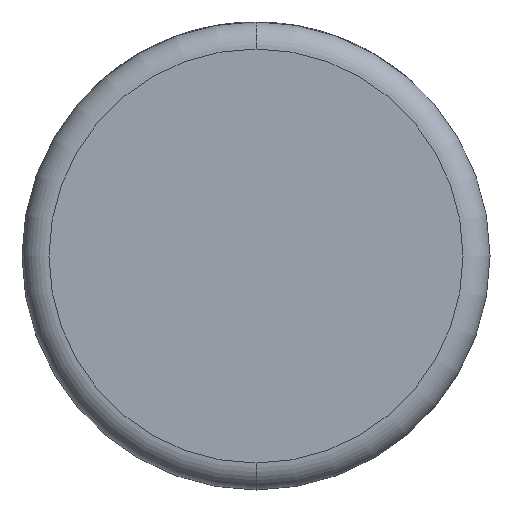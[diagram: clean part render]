
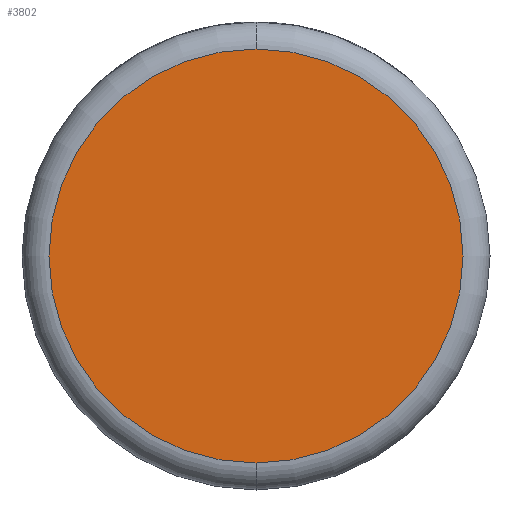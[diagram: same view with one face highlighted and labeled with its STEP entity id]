
A CAD part, front view. The second image highlights one B-rep face of the part: STEP entity #3802.
In plain terms, the highlighted planar face has unit normal (0, -1, 0).
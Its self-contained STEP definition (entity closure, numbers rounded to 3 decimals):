
#33 = DIRECTION ( 'NONE',  ( 0., 0., 1. ) ) ;
#130 = CARTESIAN_POINT ( 'NONE',  ( 0., 0., -11.502 ) ) ;
#289 = CARTESIAN_POINT ( 'NONE',  ( 0., 0., 0. ) ) ;
#469 = CARTESIAN_POINT ( 'NONE',  ( 0., 0., 0. ) ) ;
#695 = CARTESIAN_POINT ( 'NONE',  ( 0., 0., 11.502 ) ) ;
#707 = CIRCLE ( 'NONE', #3965, 11.502 ) ;
#775 = VERTEX_POINT ( 'NONE', #695 ) ;
#1095 = ORIENTED_EDGE ( 'NONE', *, *, #3047, .T. ) ;
#1320 = EDGE_CURVE ( 'NONE', #775, #3466, #707, .T. ) ;
#1576 = AXIS2_PLACEMENT_3D ( 'NONE', #2269, #4468, #33 ) ;
#1819 = DIRECTION ( 'NONE',  ( 0., 0., 1. ) ) ;
#1959 = ORIENTED_EDGE ( 'NONE', *, *, #1320, .T. ) ;
#2269 = CARTESIAN_POINT ( 'NONE',  ( 0., 0., 0. ) ) ;
#2470 = DIRECTION ( 'NONE',  ( 0., 0., 1. ) ) ;
#2626 = CIRCLE ( 'NONE', #1576, 11.502 ) ;
#2693 = PLANE ( 'NONE',  #3696 ) ;
#3047 = EDGE_CURVE ( 'NONE', #3466, #775, #2626, .T. ) ;
#3064 = DIRECTION ( 'NONE',  ( 0., 1., 0. ) ) ;
#3306 = FACE_OUTER_BOUND ( 'NONE', #3574, .T. ) ;
#3466 = VERTEX_POINT ( 'NONE', #130 ) ;
#3574 = EDGE_LOOP ( 'NONE', ( #1959, #1095 ) ) ;
#3696 = AXIS2_PLACEMENT_3D ( 'NONE', #469, #3064, #2470 ) ;
#3802 = ADVANCED_FACE ( 'NONE', ( #3306 ), #2693, .F. ) ;
#3965 = AXIS2_PLACEMENT_3D ( 'NONE', #289, #4026, #1819 ) ;
#4026 = DIRECTION ( 'NONE',  ( 0., -1., 0. ) ) ;
#4468 = DIRECTION ( 'NONE',  ( 0., -1., 0. ) ) ;
